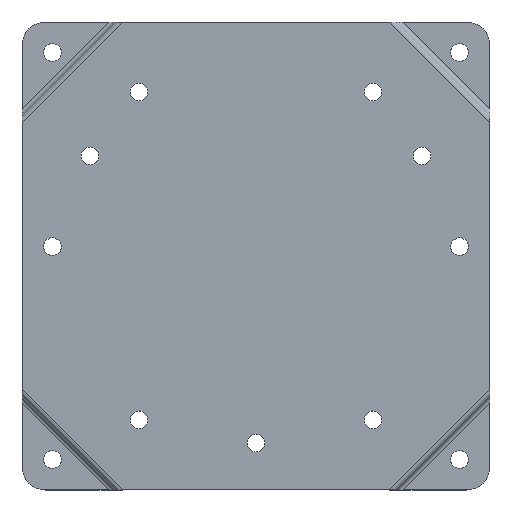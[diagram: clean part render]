
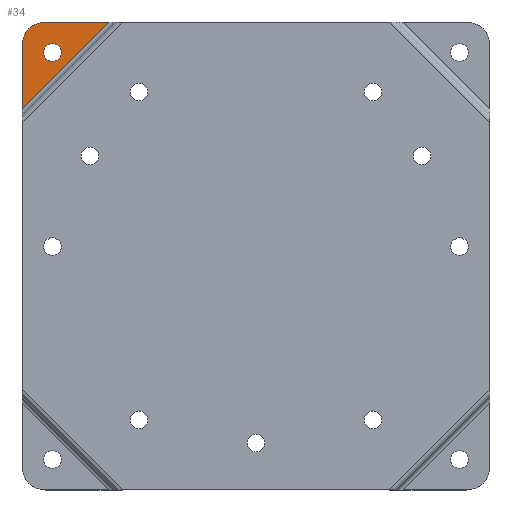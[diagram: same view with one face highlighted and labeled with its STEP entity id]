
A CAD part, top view. The second image highlights one B-rep face of the part: STEP entity #34.
In plain terms, the highlighted planar face has unit normal (0, 0, 1).
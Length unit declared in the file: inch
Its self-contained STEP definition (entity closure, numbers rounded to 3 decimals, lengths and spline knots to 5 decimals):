
#17 = CARTESIAN_POINT ( 'NONE',  ( -2.08125, 2.175, -0.10938 ) ) ;
#34 = ADVANCED_FACE ( 'NONE', ( #996, #1452 ), #591, .T. ) ;
#45 = DIRECTION ( 'NONE',  ( 1., 0., 0. ) ) ;
#171 = EDGE_CURVE ( 'NONE', #368, #198, #2274, .T. ) ;
#175 = VERTEX_POINT ( 'NONE', #17 ) ;
#191 = CARTESIAN_POINT ( 'NONE',  ( -1.57071, 2.5, -0.10938 ) ) ;
#197 = DIRECTION ( 'NONE',  ( 0., 0., 1. ) ) ;
#198 = VERTEX_POINT ( 'NONE', #191 ) ;
#207 = EDGE_CURVE ( 'NONE', #1343, #198, #2326, .T. ) ;
#230 = CIRCLE ( 'NONE', #633, 0.09375 ) ;
#265 = EDGE_CURVE ( 'NONE', #175, #2063, #230, .T. ) ;
#341 = CARTESIAN_POINT ( 'NONE',  ( -2.175, 2.175, -0.10938 ) ) ;
#368 = VERTEX_POINT ( 'NONE', #2139 ) ;
#427 = DIRECTION ( 'NONE',  ( 1., 0., 0. ) ) ;
#506 = CIRCLE ( 'NONE', #1012, 0.09375 ) ;
#583 = ORIENTED_EDGE ( 'NONE', *, *, #2296, .F. ) ;
#591 = PLANE ( 'NONE',  #1672 ) ;
#624 = CARTESIAN_POINT ( 'NONE',  ( -2.25, 2.25, -0.10938 ) ) ;
#633 = AXIS2_PLACEMENT_3D ( 'NONE', #341, #1091, #714 ) ;
#681 = EDGE_CURVE ( 'NONE', #2063, #175, #506, .T. ) ;
#714 = DIRECTION ( 'NONE',  ( 1., 0., 0. ) ) ;
#771 = CARTESIAN_POINT ( 'NONE',  ( -2.26875, 2.175, -0.10938 ) ) ;
#831 = CARTESIAN_POINT ( 'NONE',  ( -2.5, 1.57071, -0.10938 ) ) ;
#932 = ORIENTED_EDGE ( 'NONE', *, *, #207, .T. ) ;
#948 = DIRECTION ( 'NONE',  ( 0., 0., 1. ) ) ;
#953 = DIRECTION ( 'NONE',  ( 0., 0., 1. ) ) ;
#960 = ORIENTED_EDGE ( 'NONE', *, *, #265, .F. ) ;
#961 = DIRECTION ( 'NONE',  ( 1., 0., 0. ) ) ;
#988 = CIRCLE ( 'NONE', #1460, 0.25 ) ;
#996 = FACE_BOUND ( 'NONE', #1344, .T. ) ;
#1012 = AXIS2_PLACEMENT_3D ( 'NONE', #1876, #953, #427 ) ;
#1091 = DIRECTION ( 'NONE',  ( 0., 0., 1. ) ) ;
#1157 = LINE ( 'NONE', #1296, #1391 ) ;
#1248 = EDGE_CURVE ( 'NONE', #368, #1601, #988, .T. ) ;
#1253 = CARTESIAN_POINT ( 'NONE',  ( -2.5, 2.25, -0.10938 ) ) ;
#1288 = CARTESIAN_POINT ( 'NONE',  ( -1.53536, 2.53536, -0.10938 ) ) ;
#1296 = CARTESIAN_POINT ( 'NONE',  ( -2.5, 0., -0.10938 ) ) ;
#1343 = VERTEX_POINT ( 'NONE', #831 ) ;
#1344 = EDGE_LOOP ( 'NONE', ( #960, #1983 ) ) ;
#1374 = ORIENTED_EDGE ( 'NONE', *, *, #1248, .T. ) ;
#1391 = VECTOR ( 'NONE', #2197, 39.37008 ) ;
#1427 = EDGE_LOOP ( 'NONE', ( #1819, #1374, #583, #932 ) ) ;
#1452 = FACE_OUTER_BOUND ( 'NONE', #1427, .T. ) ;
#1460 = AXIS2_PLACEMENT_3D ( 'NONE', #624, #948, #961 ) ;
#1496 = DIRECTION ( 'NONE',  ( 1., 0., 0. ) ) ;
#1601 = VERTEX_POINT ( 'NONE', #1253 ) ;
#1672 = AXIS2_PLACEMENT_3D ( 'NONE', #1883, #197, #1496 ) ;
#1819 = ORIENTED_EDGE ( 'NONE', *, *, #171, .F. ) ;
#1826 = DIRECTION ( 'NONE',  ( 0.707, 0.707, 0. ) ) ;
#1876 = CARTESIAN_POINT ( 'NONE',  ( -2.175, 2.175, -0.10938 ) ) ;
#1883 = CARTESIAN_POINT ( 'NONE',  ( 0., 0., -0.10938 ) ) ;
#1886 = VECTOR ( 'NONE', #45, 39.37008 ) ;
#1983 = ORIENTED_EDGE ( 'NONE', *, *, #681, .F. ) ;
#2063 = VERTEX_POINT ( 'NONE', #771 ) ;
#2139 = CARTESIAN_POINT ( 'NONE',  ( -2.25, 2.5, -0.10938 ) ) ;
#2197 = DIRECTION ( 'NONE',  ( 0., 1., 0. ) ) ;
#2274 = LINE ( 'NONE', #2280, #1886 ) ;
#2280 = CARTESIAN_POINT ( 'NONE',  ( 0., 2.5, -0.10938 ) ) ;
#2296 = EDGE_CURVE ( 'NONE', #1343, #1601, #1157, .T. ) ;
#2299 = VECTOR ( 'NONE', #1826, 39.37008 ) ;
#2326 = LINE ( 'NONE', #1288, #2299 ) ;
